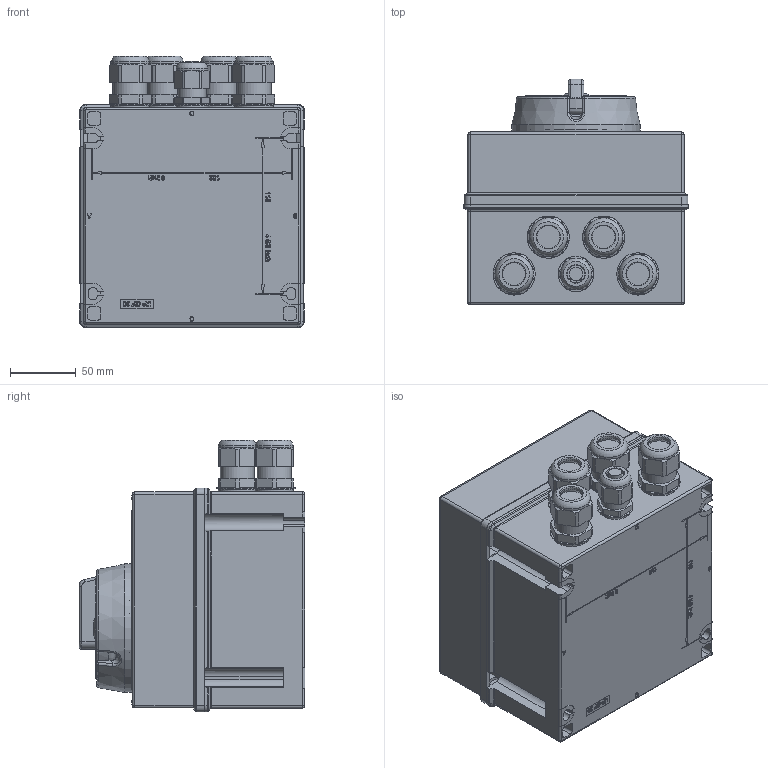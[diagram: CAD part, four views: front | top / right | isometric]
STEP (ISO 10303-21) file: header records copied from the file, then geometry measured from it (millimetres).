
FILE_DESCRIPTION (( 'STEP AP214' ), '1' );
FILE_NAME ('8146-5-V37-602-60-0010_201420-ap214.STEP', '2018-03-02T06:17:02', ( '' ), ( '' ), 'SwSTEP 2.0', 'SolidWorks 2017', '' );
FILE_SCHEMA (( 'AUTOMOTIVE_DESIGN' ));
Length unit declared in the file: millimetre
Products named in the file (1): 8146-5-V37-602-60-0010_201420-ap214
Bounding box: 170.5 x 171.31 x 206.41 mm (x, y, z)
Volume: 764039.1 mm3; surface area: 445834.6 mm2
Topology: 40 solids, 40 shells, 4449 faces, 11880 edges, 7595 vertices
Faces by surface type: plane 2373, cylinder 712, cone 593, bspline 427, torus 317, sphere 27
Full cylindrical faces by diameter (mm): 2 x2, 3.25 x3, 3.5 x2, 4 x1, 4.5 x1, 4.77 x4, 5 x5, 6 x4, 6.6 x4, 7 x1, 7.4 x4, 7.5 x4, 7.6 x1, 8 x6, 9 x1, 10 x1, 10.5 x4, 10.7 x1, 11 x3, 11.3 x4, 11.5 x1, 13 x1, 13.3 x3, 15 x1, 16.5 x1, 17.3 x8, 18 x1, 19 x5, 20 x2, 20.5 x4
Entity records: 205155 total; most frequent: CARTESIAN_POINT 49874, ORIENTED_EDGE 22918, DIRECTION 20348, EDGE_CURVE 11459, VERTEX_POINT 7521, VECTOR 6850, LINE 6850, AXIS2_PLACEMENT_3D 6749
